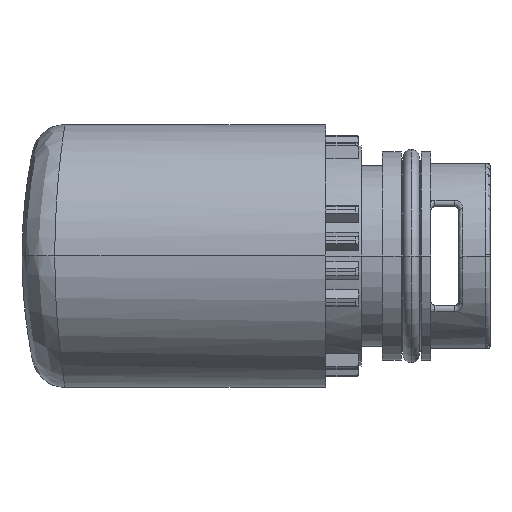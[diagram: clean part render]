
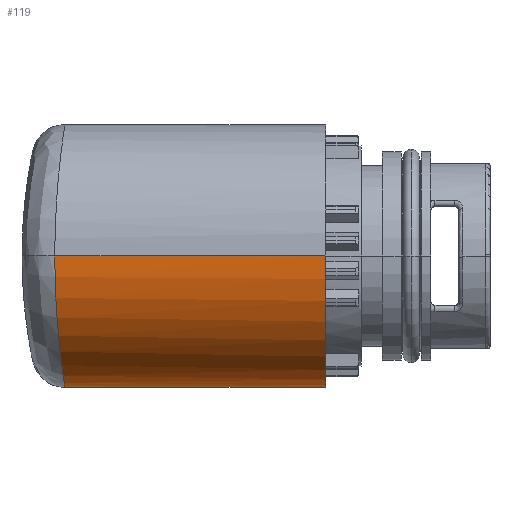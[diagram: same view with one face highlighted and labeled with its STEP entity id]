
A CAD part, left-side view. The second image highlights one B-rep face of the part: STEP entity #119.
In plain terms, the highlighted cylindrical face has radius 8 mm (diameter 16 mm), a partial arc.
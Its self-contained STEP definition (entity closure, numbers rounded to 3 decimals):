
#119=ADVANCED_FACE('',(#600),#601,.T.);
#600=FACE_OUTER_BOUND('',#1528,.T.);
#601=CYLINDRICAL_SURFACE('',#1529,8.0);
#1528=EDGE_LOOP('',(#3744,#3745,#3746,#3747,#3748,#3749,#3750));
#1529=AXIS2_PLACEMENT_3D('',#3751,#3752,#3753);
#3744=ORIENTED_EDGE('',*,*,#7118,.T.);
#3745=ORIENTED_EDGE('',*,*,#7119,.F.);
#3746=ORIENTED_EDGE('',*,*,#7120,.F.);
#3747=ORIENTED_EDGE('',*,*,#7121,.T.);
#3748=ORIENTED_EDGE('',*,*,#7108,.F.);
#3749=ORIENTED_EDGE('',*,*,#7117,.T.);
#3750=ORIENTED_EDGE('',*,*,#7122,.T.);
#3751=CARTESIAN_POINT('',(0.0,-20.925,0.0));
#3752=DIRECTION('',(0.0,-1.0,0.0));
#3753=DIRECTION('',(1.0,0.0,0.0));
#7108=EDGE_CURVE('',#8410,#8411,#8412,.T.);
#7117=EDGE_CURVE('',#8410,#8425,#8427,.T.);
#7118=EDGE_CURVE('',#8428,#8429,#8430,.T.);
#7119=EDGE_CURVE('',#8431,#8429,#8432,.T.);
#7120=EDGE_CURVE('',#8433,#8431,#8434,.T.);
#7121=EDGE_CURVE('',#8433,#8411,#8435,.T.);
#7122=EDGE_CURVE('',#8425,#8428,#8436,.T.);
#8410=VERTEX_POINT('',#10394);
#8411=VERTEX_POINT('',#10395);
#8412=LINE('',#10396,#10397);
#8425=VERTEX_POINT('',#10420);
#8427=B_SPLINE_CURVE_WITH_KNOTS('',3,(#10422,#10423,#10424,#10425,#10426,#10427),.UNSPECIFIED.,.F.,.F.,(4,1,1,4),(0.0,0.333,0.667,1.0),.UNSPECIFIED.);
#8428=VERTEX_POINT('',#10428);
#8429=VERTEX_POINT('',#10429);
#8430=LINE('',#10430,#10431);
#8431=VERTEX_POINT('',#10432);
#8432=CIRCLE('',#10433,8.0);
#8433=VERTEX_POINT('',#10434);
#8434=LINE('',#10435,#10436);
#8435=B_SPLINE_CURVE_WITH_KNOTS('',3,(#10437,#10438,#10439,#10440,#10441,#10442,#10443,#10444,#10445,#10446,#10447,#10448,#10449),.UNSPECIFIED.,.F.,.F.,(4,1,1,1,1,1,1,1,1,1,4),(0.0,0.1,0.2,0.3,0.4,0.5,0.6,0.7,0.8,0.9,1.0),.UNSPECIFIED.);
#8436=B_SPLINE_CURVE_WITH_KNOTS('',3,(#10450,#10451,#10452,#10453,#10454,#10455,#10456,#10457,#10458,#10459,#10460,#10461),.UNSPECIFIED.,.F.,.F.,(4,1,1,1,1,1,1,1,1,4),(0.0,0.111,0.222,0.333,0.444,0.556,0.667,0.778,0.889,1.0),.UNSPECIFIED.);
#10394=CARTESIAN_POINT('',(0.0,-3.606,-8.0));
#10395=CARTESIAN_POINT('',(0.0,6.388,-8.));
#10396=CARTESIAN_POINT('',(0.0,-3.606,-8.0));
#10397=VECTOR('',#13677,9.993);
#10420=CARTESIAN_POINT('',(2.211,-4.764,-7.688));
#10422=CARTESIAN_POINT('',(0.0,-3.606,-8.0));
#10423=CARTESIAN_POINT('',(0.257,-3.744,-8.));
#10424=CARTESIAN_POINT('',(0.765,-4.017,-7.975));
#10425=CARTESIAN_POINT('',(1.513,-4.413,-7.867));
#10426=CARTESIAN_POINT('',(1.983,-4.652,-7.754));
#10427=CARTESIAN_POINT('',(2.211,-4.764,-7.688));
#10428=CARTESIAN_POINT('',(8.,-9.25,0.));
#10429=CARTESIAN_POINT('',(8.0,-9.5,0.0));
#10430=CARTESIAN_POINT('',(8.,-9.25,0.));
#10431=VECTOR('',#13689,0.25);
#10432=CARTESIAN_POINT('',(-8.0,-9.5,0.0));
#10433=AXIS2_PLACEMENT_3D('',#13690,#13691,#13692);
#10434=CARTESIAN_POINT('',(-8.,7.0,0.));
#10435=CARTESIAN_POINT('',(-8.,7.0,0.));
#10436=VECTOR('',#13693,16.5);
#10437=CARTESIAN_POINT('',(-8.,7.0,0.));
#10438=CARTESIAN_POINT('',(-8.,7.,-0.415));
#10439=CARTESIAN_POINT('',(-7.935,6.99,-1.248));
#10440=CARTESIAN_POINT('',(-7.644,6.947,-2.471));
#10441=CARTESIAN_POINT('',(-7.163,6.879,-3.636));
#10442=CARTESIAN_POINT('',(-6.504,6.792,-4.715));
#10443=CARTESIAN_POINT('',(-5.682,6.696,-5.679));
#10444=CARTESIAN_POINT('',(-4.718,6.599,-6.502));
#10445=CARTESIAN_POINT('',(-3.64,6.511,-7.161));
#10446=CARTESIAN_POINT('',(-2.475,6.442,-7.642));
#10447=CARTESIAN_POINT('',(-1.252,6.398,-7.935));
#10448=CARTESIAN_POINT('',(-0.417,6.388,-8.));
#10449=CARTESIAN_POINT('',(0.0,6.388,-8.));
#10450=CARTESIAN_POINT('',(2.211,-4.764,-7.688));
#10451=CARTESIAN_POINT('',(2.559,-4.936,-7.588));
#10452=CARTESIAN_POINT('',(3.27,-5.35,-7.332));
#10453=CARTESIAN_POINT('',(4.356,-6.122,-6.755));
#10454=CARTESIAN_POINT('',(5.467,-7.012,-5.894));
#10455=CARTESIAN_POINT('',(6.337,-7.756,-4.935));
#10456=CARTESIAN_POINT('',(7.005,-8.346,-3.923));
#10457=CARTESIAN_POINT('',(7.485,-8.779,-2.894));
#10458=CARTESIAN_POINT('',(7.803,-9.069,-1.866));
#10459=CARTESIAN_POINT('',(7.971,-9.224,-0.871));
#10460=CARTESIAN_POINT('',(8.,-9.25,-0.279));
#10461=CARTESIAN_POINT('',(8.,-9.25,0.));
#13677=DIRECTION('',(0.0,1.0,0.));
#13689=DIRECTION('',(0.,-1.,0.));
#13690=CARTESIAN_POINT('',(0.0,-9.5,0.0));
#13691=DIRECTION('',(0.0,-1.0,0.0));
#13692=DIRECTION('',(-1.0,0.0,0.0));
#13693=DIRECTION('',(0.,-1.,0.));
